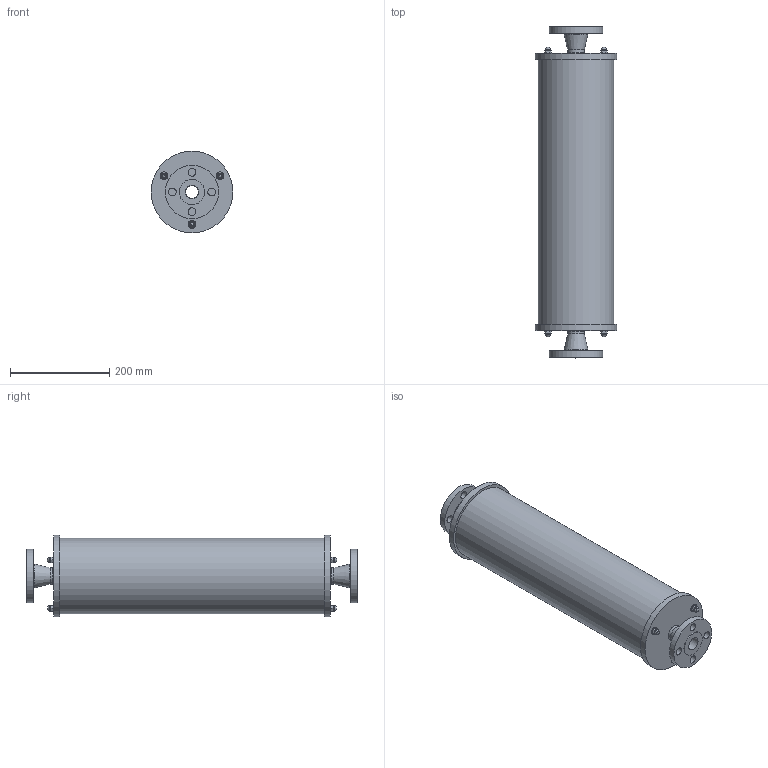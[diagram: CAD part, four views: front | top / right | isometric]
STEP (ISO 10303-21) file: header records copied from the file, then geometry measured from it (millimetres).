
FILE_DESCRIPTION((''),'2;1');
FILE_NAME('ACS#2-4000-GSV-F_R0.iam.stp','2016-10-13T12:59:12',(''),(''),'Autodesk Inventor 2009','Autodesk Inventor 2009','');
FILE_SCHEMA(('AUTOMOTIVE_DESIGN { 1 0 10303 214 1 1 1 1 }'));
Length unit declared in the file: inch
Products named in the file (8): ACS#2-4000-GSV-F_R0; ACS-3-4000-METAL-S_R1; ACS-2-4000-PC_R6; ACS-1-4000-A_R0; ACS-6-4000-M_R2B; TVW-10-25; TVN-9-25; FLG-RF10-WN-CL150
Assembly tree (21 placements, depth 2):
  ACS#2-4000-GSV-F_R0
    ACS-3-4000-METAL-S_R1  x2
    ACS-2-4000-PC_R6
    ACS-1-4000-A_R0
    ACS-6-4000-M_R2B  x3
    TVW-10-25  x6
    TVN-9-25  x6
    FLG-RF10-WN-CL150  x2
Bounding box: 165.1 x 669.68 x 165.1 mm (x, y, z)
Volume: 2517286.1 mm3; surface area: 1124960.4 mm2
Topology: 21 solids, 21 shells, 455 faces, 1193 edges, 790 vertices
Faces by surface type: bspline 344, cylinder 57, plane 46, cone 6, torus 2
Full cylindrical faces by diameter (mm): 6.35 x3, 6.746 x6, 7.137 x6, 15.748 x8, 15.875 x6, 26.645 x2, 33.401 x2, 50.8 x2, 101.6 x2, 105.004 x1, 107.95 x2, 115.011 x1, 117.475 x2, 144.78 x2, 146.05 x1, 152.4 x1, 153.67 x2, 165.1 x2
Entity records: 5539 total; most frequent: CARTESIAN_POINT 3147, ORIENTED_EDGE 432, DIRECTION 353, EDGE_CURVE 216, EDGE_LOOP 163, VERTEX_POINT 161, AXIS2_PLACEMENT_3D 141, FACE_OUTER_BOUND 104
